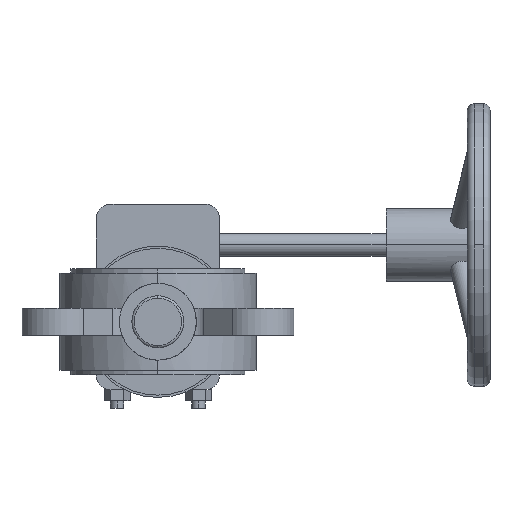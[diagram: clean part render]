
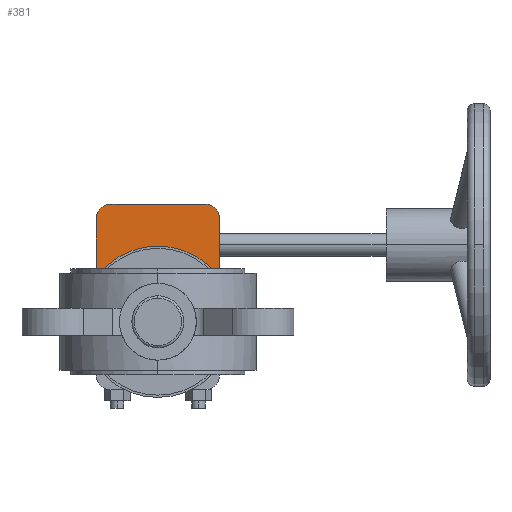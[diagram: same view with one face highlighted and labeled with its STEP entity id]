
A CAD part, front view. The second image highlights one B-rep face of the part: STEP entity #381.
In plain terms, the highlighted planar face has unit normal (0, -1, 0).
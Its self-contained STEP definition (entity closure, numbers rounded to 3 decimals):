
#381 = ADVANCED_FACE( '', ( #949 ), #950, .F. );
#949 = FACE_OUTER_BOUND( '', #1539, .T. );
#950 = PLANE( '', #1540 );
#1539 = EDGE_LOOP( '', ( #3751, #3752, #3753, #3754, #3755, #3756, #3757, #3758, #3759, #3760, #3761, #3762, #3763, #3764, #3765, #3766, #3767, #3768, #3769, #3770 ) );
#1540 = AXIS2_PLACEMENT_3D( '', #3771, #3772, #3773 );
#3751 = ORIENTED_EDGE( '', *, *, #4655, .T. );
#3752 = ORIENTED_EDGE( '', *, *, #4651, .T. );
#3753 = ORIENTED_EDGE( '', *, *, #4698, .T. );
#3754 = ORIENTED_EDGE( '', *, *, #4695, .T. );
#3755 = ORIENTED_EDGE( '', *, *, #4691, .T. );
#3756 = ORIENTED_EDGE( '', *, *, #4707, .F. );
#3757 = ORIENTED_EDGE( '', *, *, #4666, .T. );
#3758 = ORIENTED_EDGE( '', *, *, #4657, .T. );
#3759 = ORIENTED_EDGE( '', *, *, #4689, .T. );
#3760 = ORIENTED_EDGE( '', *, *, #4686, .T. );
#3761 = ORIENTED_EDGE( '', *, *, #4683, .T. );
#3762 = ORIENTED_EDGE( '', *, *, #4412, .F. );
#3763 = ORIENTED_EDGE( '', *, *, #4708, .F. );
#3764 = ORIENTED_EDGE( '', *, *, #4709, .F. );
#3765 = ORIENTED_EDGE( '', *, *, #4710, .F. );
#3766 = ORIENTED_EDGE( '', *, *, #4711, .F. );
#3767 = ORIENTED_EDGE( '', *, *, #4712, .F. );
#3768 = ORIENTED_EDGE( '', *, *, #4713, .F. );
#3769 = ORIENTED_EDGE( '', *, *, #4714, .F. );
#3770 = ORIENTED_EDGE( '', *, *, #4406, .F. );
#3771 = CARTESIAN_POINT( '', ( 0., 143., -23.5 ) );
#3772 = DIRECTION( '', ( 0., 1., 0. ) );
#3773 = DIRECTION( '', ( 0., 0., -1. ) );
#4406 = EDGE_CURVE( '', #5476, #5472, #5478, .T. );
#4412 = EDGE_CURVE( '', #5485, #5488, #5489, .T. );
#4651 = EDGE_CURVE( '', #5890, #5891, #5892, .T. );
#4655 = EDGE_CURVE( '', #5476, #5890, #5898, .T. );
#4657 = EDGE_CURVE( '', #5900, #5901, #5902, .T. );
#4666 = EDGE_CURVE( '', #5917, #5900, #5918, .T. );
#4683 = EDGE_CURVE( '', #5945, #5488, #5946, .T. );
#4686 = EDGE_CURVE( '', #5950, #5945, #5951, .T. );
#4689 = EDGE_CURVE( '', #5901, #5950, #5955, .T. );
#4691 = EDGE_CURVE( '', #5957, #5958, #5959, .T. );
#4695 = EDGE_CURVE( '', #5965, #5957, #5966, .T. );
#4698 = EDGE_CURVE( '', #5891, #5965, #5970, .T. );
#4707 = EDGE_CURVE( '', #5917, #5958, #5982, .T. );
#4708 = EDGE_CURVE( '', #5983, #5485, #5984, .T. );
#4709 = EDGE_CURVE( '', #5985, #5983, #5986, .T. );
#4710 = EDGE_CURVE( '', #5987, #5985, #5988, .T. );
#4711 = EDGE_CURVE( '', #5989, #5987, #5990, .T. );
#4712 = EDGE_CURVE( '', #5991, #5989, #5992, .T. );
#4713 = EDGE_CURVE( '', #5993, #5991, #5994, .T. );
#4714 = EDGE_CURVE( '', #5472, #5993, #5995, .T. );
#5472 = VERTEX_POINT( '', #7873 );
#5476 = VERTEX_POINT( '', #7878 );
#5478 = CIRCLE( '', #7889, 25.029 );
#5485 = VERTEX_POINT( '', #7916 );
#5488 = VERTEX_POINT( '', #7920 );
#5489 = CIRCLE( '', #7921, 25.029 );
#5890 = VERTEX_POINT( '', #9353 );
#5891 = VERTEX_POINT( '', #9354 );
#5892 = CIRCLE( '', #9355, 9. );
#5898 = LINE( '', #9363, #9364 );
#5900 = VERTEX_POINT( '', #9367 );
#5901 = VERTEX_POINT( '', #9368 );
#5902 = CIRCLE( '', #9369, 9. );
#5917 = VERTEX_POINT( '', #9391 );
#5918 = LINE( '', #9392, #9393 );
#5945 = VERTEX_POINT( '', #9450 );
#5946 = LINE( '', #9451, #9452 );
#5950 = VERTEX_POINT( '', #9458 );
#5951 = CIRCLE( '', #9459, 9. );
#5955 = CIRCLE( '', #9464, 2. );
#5957 = VERTEX_POINT( '', #9466 );
#5958 = VERTEX_POINT( '', #9467 );
#5959 = LINE( '', #9468, #9469 );
#5965 = VERTEX_POINT( '', #9486 );
#5966 = CIRCLE( '', #9487, 9. );
#5970 = CIRCLE( '', #9492, 2. );
#5982 = CIRCLE( '', #9545, 25.029 );
#5983 = VERTEX_POINT( '', #9546 );
#5984 = LINE( '', #9547, #9548 );
#5985 = VERTEX_POINT( '', #9549 );
#5986 = LINE( '', #9550, #9551 );
#5987 = VERTEX_POINT( '', #9552 );
#5988 = CIRCLE( '', #9553, 6. );
#5989 = VERTEX_POINT( '', #9554 );
#5990 = LINE( '', #9555, #9556 );
#5991 = VERTEX_POINT( '', #9557 );
#5992 = CIRCLE( '', #9558, 6. );
#5993 = VERTEX_POINT( '', #9559 );
#5994 = LINE( '', #9560, #9561 );
#5995 = LINE( '', #9562, #9563 );
#7873 = CARTESIAN_POINT( '', ( -25.029, 143., -23.5 ) );
#7878 = CARTESIAN_POINT( '', ( -21.588, 143., -10.834 ) );
#7889 = AXIS2_PLACEMENT_3D( '', #10390, #10391, #10392 );
#7916 = CARTESIAN_POINT( '', ( 25.029, 143., -23.5 ) );
#7920 = CARTESIAN_POINT( '', ( 21.588, 143., -10.834 ) );
#7921 = AXIS2_PLACEMENT_3D( '', #10396, #10397, #10398 );
#9353 = CARTESIAN_POINT( '', ( -22.37, 143., -9.717 ) );
#9354 = CARTESIAN_POINT( '', ( -23.371, 143., -1.256 ) );
#9355 = AXIS2_PLACEMENT_3D( '', #10811, #10812, #10813 );
#9363 = CARTESIAN_POINT( '', ( -15.452, 143., -19.597 ) );
#9364 = VECTOR( '', #10819, 1. );
#9367 = CARTESIAN_POINT( '', ( 13.783, 143., -1.13 ) );
#9368 = CARTESIAN_POINT( '', ( 22.244, 143., -0.129 ) );
#9369 = AXIS2_PLACEMENT_3D( '', #10821, #10822, #10823 );
#9391 = CARTESIAN_POINT( '', ( 12.666, 143., -1.912 ) );
#9392 = CARTESIAN_POINT( '', ( 3.903, 143., -8.048 ) );
#9393 = VECTOR( '', #10837, 1. );
#9450 = CARTESIAN_POINT( '', ( 22.37, 143., -9.717 ) );
#9451 = CARTESIAN_POINT( '', ( 14.286, 143., -21.262 ) );
#9452 = VECTOR( '', #10859, 1. );
#9458 = CARTESIAN_POINT( '', ( 23.371, 143., -1.256 ) );
#9459 = AXIS2_PLACEMENT_3D( '', #10862, #10863, #10864 );
#9464 = AXIS2_PLACEMENT_3D( '', #10869, #10870, #10871 );
#9466 = CARTESIAN_POINT( '', ( -13.783, 143., -1.13 ) );
#9467 = CARTESIAN_POINT( '', ( -12.666, 143., -1.912 ) );
#9468 = CARTESIAN_POINT( '', ( -2.238, 143., -9.214 ) );
#9469 = VECTOR( '', #10875, 1. );
#9486 = CARTESIAN_POINT( '', ( -22.244, 143., -0.129 ) );
#9487 = AXIS2_PLACEMENT_3D( '', #10878, #10879, #10880 );
#9492 = AXIS2_PLACEMENT_3D( '', #10885, #10886, #10887 );
#9545 = AXIS2_PLACEMENT_3D( '', #10899, #10900, #10901 );
#9546 = CARTESIAN_POINT( '', ( 27.2, 143., -23.5 ) );
#9547 = CARTESIAN_POINT( '', ( 27.2, 143., -23.5 ) );
#9548 = VECTOR( '', #10902, 1. );
#9549 = CARTESIAN_POINT( '', ( 27.2, 143., 22.5 ) );
#9550 = CARTESIAN_POINT( '', ( 27.2, 143., 22.5 ) );
#9551 = VECTOR( '', #10903, 1. );
#9552 = CARTESIAN_POINT( '', ( 21.2, 143., 28.5 ) );
#9553 = AXIS2_PLACEMENT_3D( '', #10904, #10905, #10906 );
#9554 = CARTESIAN_POINT( '', ( -21.2, 143., 28.5 ) );
#9555 = CARTESIAN_POINT( '', ( -21.2, 143., 28.5 ) );
#9556 = VECTOR( '', #10907, 1. );
#9557 = CARTESIAN_POINT( '', ( -27.2, 143., 22.5 ) );
#9558 = AXIS2_PLACEMENT_3D( '', #10908, #10909, #10910 );
#9559 = CARTESIAN_POINT( '', ( -27.2, 143., -23.5 ) );
#9560 = CARTESIAN_POINT( '', ( -27.2, 143., -23.5 ) );
#9561 = VECTOR( '', #10911, 1. );
#9562 = CARTESIAN_POINT( '', ( 27.2, 143., -23.5 ) );
#9563 = VECTOR( '', #10912, 1. );
#10390 = CARTESIAN_POINT( '', ( 0., 143., -23.5 ) );
#10391 = DIRECTION( '', ( 0., -1., 0. ) );
#10392 = DIRECTION( '', ( -1., 0., 0. ) );
#10396 = CARTESIAN_POINT( '', ( 0., 143., -23.5 ) );
#10397 = DIRECTION( '', ( 0., -1., 0. ) );
#10398 = DIRECTION( '', ( -1., 0., 0. ) );
#10811 = CARTESIAN_POINT( '', ( -14.998, 143., -4.555 ) );
#10812 = DIRECTION( '', ( 0., 1., 0. ) );
#10813 = DIRECTION( '', ( -0.819, 0., -0.574 ) );
#10819 = DIRECTION( '', ( -0.574, 0., 0.819 ) );
#10821 = CARTESIAN_POINT( '', ( 18.945, 143., -8.502 ) );
#10822 = DIRECTION( '', ( 0., 1., 0. ) );
#10823 = DIRECTION( '', ( -0.574, 0., 0.819 ) );
#10837 = DIRECTION( '', ( 0.819, 0., 0.574 ) );
#10859 = DIRECTION( '', ( -0.574, 0., -0.819 ) );
#10862 = CARTESIAN_POINT( '', ( 14.998, 143., -4.555 ) );
#10863 = DIRECTION( '', ( 0., 1., 0. ) );
#10864 = DIRECTION( '', ( 0.93, 0., 0.367 ) );
#10869 = CARTESIAN_POINT( '', ( 21.511, 143., -1.989 ) );
#10870 = DIRECTION( '', ( 0., 1., 0. ) );
#10871 = DIRECTION( '', ( 0.367, 0., 0.93 ) );
#10875 = DIRECTION( '', ( 0.819, 0., -0.574 ) );
#10878 = CARTESIAN_POINT( '', ( -18.945, 143., -8.502 ) );
#10879 = DIRECTION( '', ( 0., 1., 0. ) );
#10880 = DIRECTION( '', ( -0.367, 0., 0.93 ) );
#10885 = CARTESIAN_POINT( '', ( -21.511, 143., -1.989 ) );
#10886 = DIRECTION( '', ( 0., 1., 0. ) );
#10887 = DIRECTION( '', ( -0.93, 0., 0.367 ) );
#10899 = CARTESIAN_POINT( '', ( 0., 143., -23.5 ) );
#10900 = DIRECTION( '', ( 0., -1., 0. ) );
#10901 = DIRECTION( '', ( -1., 0., 0. ) );
#10902 = DIRECTION( '', ( -1., 0., 0. ) );
#10903 = DIRECTION( '', ( 0., 0., -1. ) );
#10904 = CARTESIAN_POINT( '', ( 21.2, 143., 22.5 ) );
#10905 = DIRECTION( '', ( 0., 1., 0. ) );
#10906 = DIRECTION( '', ( 0., 0., 1. ) );
#10907 = DIRECTION( '', ( 1., 0., 0. ) );
#10908 = CARTESIAN_POINT( '', ( -21.2, 143., 22.5 ) );
#10909 = DIRECTION( '', ( 0., 1., 0. ) );
#10910 = DIRECTION( '', ( -1., 0., 0. ) );
#10911 = DIRECTION( '', ( 0., 0., 1. ) );
#10912 = DIRECTION( '', ( -1., 0., 0. ) );
